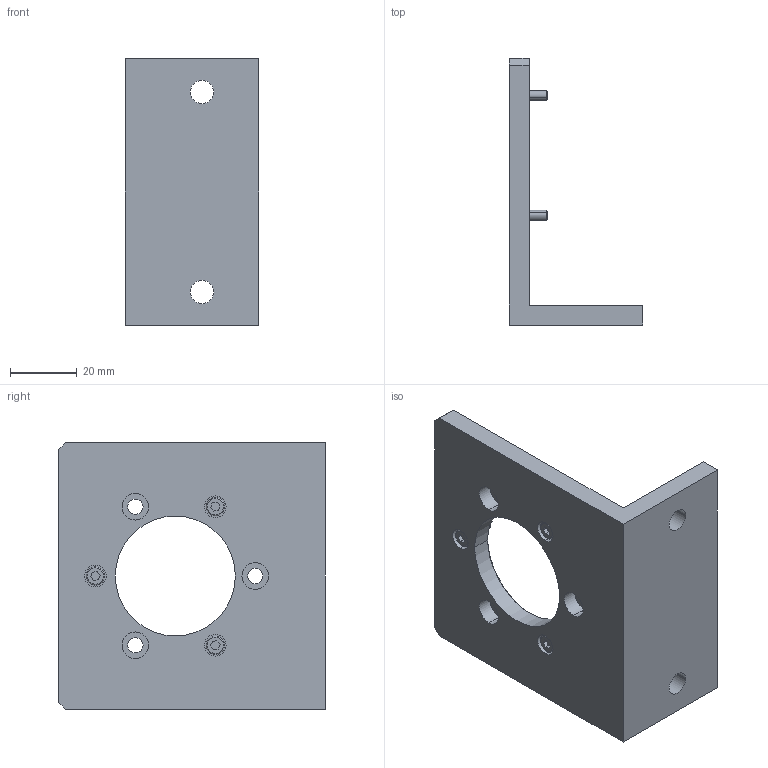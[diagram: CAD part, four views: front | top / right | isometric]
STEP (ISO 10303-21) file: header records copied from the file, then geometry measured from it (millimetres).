
FILE_DESCRIPTION (( 'STEP AP203' ), '1' );
FILE_NAME ('M076_M9202.STEP', '2018-07-23T08:40:12', ( '' ), ( '' ), 'SwSTEP 2.0', 'SolidWorks 2016', '' );
FILE_SCHEMA (( 'CONFIG_CONTROL_DESIGN' ));
Length unit declared in the file: millimetre
Products named in the file (1): M076_M9202
Bounding box: 40 x 80 x 80 mm (x, y, z)
Surface area: 20187.6 mm2 (no closed solid volume)
Topology: 0 solids, 7 shells, 94 faces, 230 edges, 150 vertices
Faces by surface type: cylinder 40, plane 40, cone 8, torus 6
Entity records: 2881 total; most frequent: DIRECTION 524, CARTESIAN_POINT 475, ORIENTED_EDGE 436, EDGE_CURVE 230, AXIS2_PLACEMENT_3D 199, VERTEX_POINT 150, VECTOR 126, LINE 126
